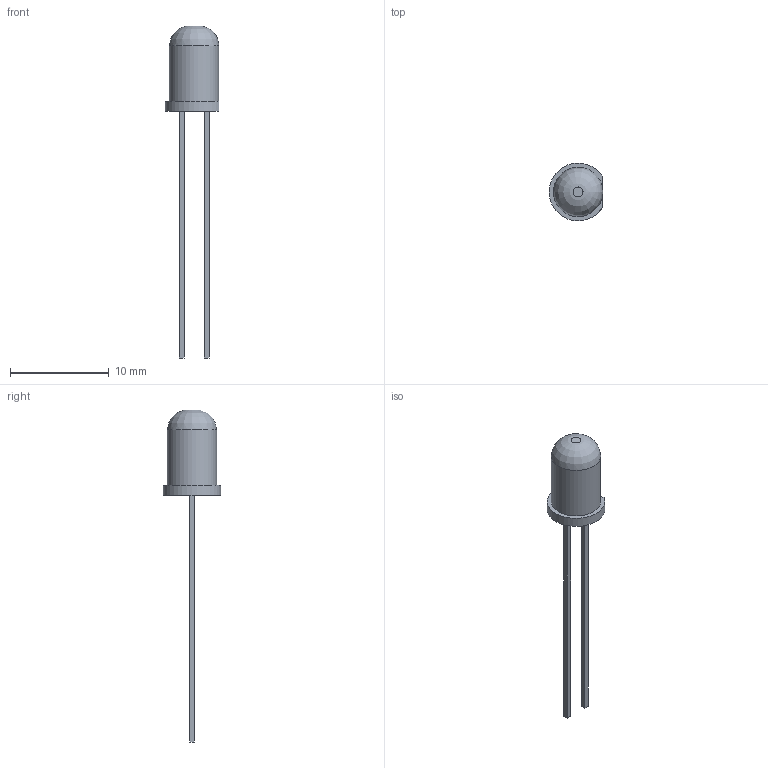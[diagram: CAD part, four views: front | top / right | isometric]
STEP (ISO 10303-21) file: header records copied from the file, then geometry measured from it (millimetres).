
FILE_DESCRIPTION(('FreeCAD Model'),'2;1');
FILE_NAME('Open CASCADE Shape Model','2021-01-24T12:19:50',('Author'),( ''),'Open CASCADE STEP processor 7.4','FreeCAD','Unknown');
FILE_SCHEMA(('AUTOMOTIVE_DESIGN { 1 0 10303 214 1 1 1 1 }'));
Length unit declared in the file: millimetre
Products named in the file (1): Body
Bounding box: 5.42 x 5.85 x 33.65 mm (x, y, z)
Volume: 177.6 mm3; surface area: 275.1 mm2
Topology: 1 solids, 1 shells, 19 faces, 39 edges, 24 vertices
Faces by surface type: plane 16, cylinder 2, revolution 1
Full cylindrical faces by diameter (mm): 5 x1
Entity records: 1047 total; most frequent: CARTESIAN_POINT 187, DIRECTION 161, LINE 104, VECTOR 104, ORIENTED_EDGE 78, PCURVE 78, DEFINITIONAL_REPRESENTATION 78, EDGE_CURVE 39
